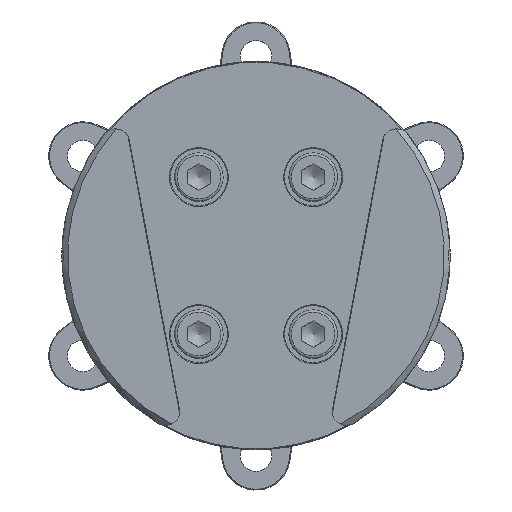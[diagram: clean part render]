
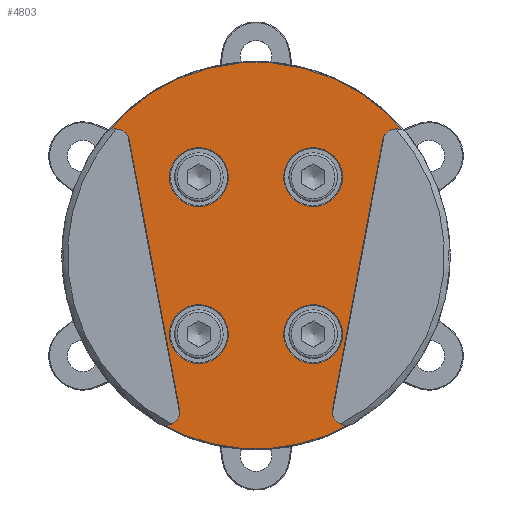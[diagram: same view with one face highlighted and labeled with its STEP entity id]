
A CAD part, top view. The second image highlights one B-rep face of the part: STEP entity #4803.
In plain terms, the highlighted planar face has unit normal (0, 0, 1).
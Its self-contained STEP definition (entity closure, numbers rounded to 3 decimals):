
#257=FACE_BOUND('',#1056,.T.);
#258=FACE_BOUND('',#1057,.T.);
#259=FACE_BOUND('',#1058,.T.);
#260=FACE_BOUND('',#1059,.T.);
#447=PLANE('',#5424);
#707=FACE_OUTER_BOUND('',#1055,.T.);
#1055=EDGE_LOOP('',(#4208,#4209,#4210,#4211));
#1056=EDGE_LOOP('',(#4212));
#1057=EDGE_LOOP('',(#4213));
#1058=EDGE_LOOP('',(#4214));
#1059=EDGE_LOOP('',(#4215));
#1385=CIRCLE('',#5422,33.85);
#1387=CIRCLE('',#5425,33.85);
#1388=CIRCLE('',#5426,5.15);
#1389=CIRCLE('',#5427,5.15);
#1390=CIRCLE('',#5428,5.15);
#1391=CIRCLE('',#5429,5.15);
#1703=LINE('',#8793,#2021);
#1704=LINE('',#8796,#2022);
#2021=VECTOR('',#6834,10.);
#2022=VECTOR('',#6837,10.);
#2408=VERTEX_POINT('',#8780);
#2409=VERTEX_POINT('',#8784);
#2411=VERTEX_POINT('',#8792);
#2412=VERTEX_POINT('',#8794);
#2413=VERTEX_POINT('',#8797);
#2414=VERTEX_POINT('',#8799);
#2415=VERTEX_POINT('',#8801);
#2416=VERTEX_POINT('',#8803);
#3027=EDGE_CURVE('',#2408,#2409,#1385,.T.);
#3030=EDGE_CURVE('',#2411,#2408,#1703,.T.);
#3031=EDGE_CURVE('',#2412,#2411,#1387,.T.);
#3032=EDGE_CURVE('',#2412,#2409,#1704,.T.);
#3033=EDGE_CURVE('',#2413,#2413,#1388,.T.);
#3034=EDGE_CURVE('',#2414,#2414,#1389,.T.);
#3035=EDGE_CURVE('',#2415,#2415,#1390,.T.);
#3036=EDGE_CURVE('',#2416,#2416,#1391,.T.);
#4208=ORIENTED_EDGE('',*,*,#3027,.F.);
#4209=ORIENTED_EDGE('',*,*,#3030,.F.);
#4210=ORIENTED_EDGE('',*,*,#3031,.F.);
#4211=ORIENTED_EDGE('',*,*,#3032,.T.);
#4212=ORIENTED_EDGE('',*,*,#3033,.F.);
#4213=ORIENTED_EDGE('',*,*,#3034,.F.);
#4214=ORIENTED_EDGE('',*,*,#3035,.F.);
#4215=ORIENTED_EDGE('',*,*,#3036,.F.);
#4803=ADVANCED_FACE('',(#707,#257,#258,#259,#260),#447,.T.);
#5422=AXIS2_PLACEMENT_3D('',#8785,#6828,#6829);
#5424=AXIS2_PLACEMENT_3D('',#8791,#6832,#6833);
#5425=AXIS2_PLACEMENT_3D('',#8795,#6835,#6836);
#5426=AXIS2_PLACEMENT_3D('',#8798,#6838,#6839);
#5427=AXIS2_PLACEMENT_3D('',#8800,#6840,#6841);
#5428=AXIS2_PLACEMENT_3D('',#8802,#6842,#6843);
#5429=AXIS2_PLACEMENT_3D('',#8804,#6844,#6845);
#6828=DIRECTION('center_axis',(0.,0.,-1.));
#6829=DIRECTION('ref_axis',(1.,0.,0.));
#6832=DIRECTION('center_axis',(0.,0.,1.));
#6833=DIRECTION('ref_axis',(-1.,0.,0.));
#6834=DIRECTION('',(0.184,0.983,0.));
#6835=DIRECTION('center_axis',(0.,0.,-1.));
#6836=DIRECTION('ref_axis',(1.,0.,0.));
#6837=DIRECTION('',(-0.184,0.983,0.));
#6838=DIRECTION('center_axis',(0.,0.,1.));
#6839=DIRECTION('ref_axis',(-1.,0.,0.));
#6840=DIRECTION('center_axis',(0.,0.,1.));
#6841=DIRECTION('ref_axis',(-1.,0.,0.));
#6842=DIRECTION('center_axis',(0.,0.,1.));
#6843=DIRECTION('ref_axis',(-1.,0.,0.));
#6844=DIRECTION('center_axis',(0.,0.,1.));
#6845=DIRECTION('ref_axis',(-1.,0.,0.));
#8780=CARTESIAN_POINT('',(-17.537,28.953,9.7));
#8784=CARTESIAN_POINT('',(17.537,28.953,9.7));
#8785=CARTESIAN_POINT('Origin',(0.,0.,9.7));
#8791=CARTESIAN_POINT('Origin',(0.,0.,9.7));
#8792=CARTESIAN_POINT('',(-26.82,-20.652,9.7));
#8793=CARTESIAN_POINT('',(-27.477,-24.163,9.7));
#8794=CARTESIAN_POINT('',(26.82,-20.652,9.7));
#8795=CARTESIAN_POINT('Origin',(0.,0.,9.7));
#8796=CARTESIAN_POINT('',(27.477,-24.163,9.7));
#8797=CARTESIAN_POINT('',(15.15,-13.75,9.7));
#8798=CARTESIAN_POINT('Origin',(10.,-13.75,9.7));
#8799=CARTESIAN_POINT('',(-4.85,13.75,9.7));
#8800=CARTESIAN_POINT('Origin',(-10.,13.75,9.7));
#8801=CARTESIAN_POINT('',(15.15,13.75,9.7));
#8802=CARTESIAN_POINT('Origin',(10.,13.75,9.7));
#8803=CARTESIAN_POINT('',(-4.85,-13.75,9.7));
#8804=CARTESIAN_POINT('Origin',(-10.,-13.75,9.7));
